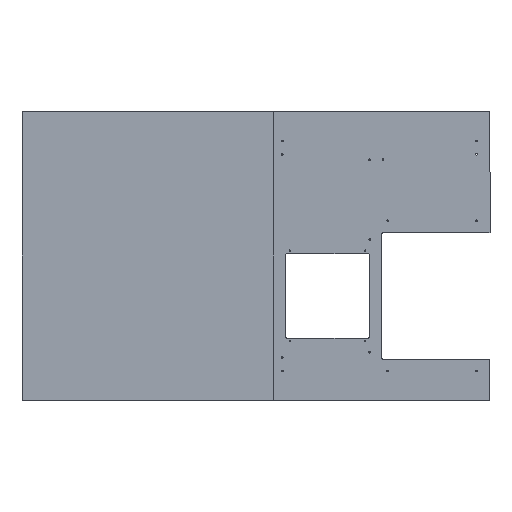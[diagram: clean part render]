
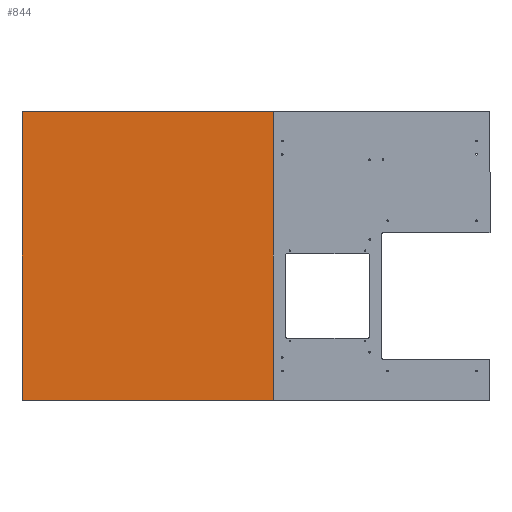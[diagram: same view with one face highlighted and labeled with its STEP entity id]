
A CAD part, left-side view. The second image highlights one B-rep face of the part: STEP entity #844.
In plain terms, the highlighted planar face has unit normal (-1, 0, 0).
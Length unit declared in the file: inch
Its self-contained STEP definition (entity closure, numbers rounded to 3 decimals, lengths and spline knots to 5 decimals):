
#186=FACE_OUTER_BOUND('',#286,.T.);
#286=EDGE_LOOP('',(#765,#766,#767,#768));
#333=LINE('',#1406,#387);
#337=LINE('',#1414,#391);
#338=LINE('',#1416,#392);
#339=LINE('',#1417,#393);
#387=VECTOR('',#1180,0.3937);
#391=VECTOR('',#1186,39.37008);
#392=VECTOR('',#1187,39.37008);
#393=VECTOR('',#1188,39.37008);
#471=VERTEX_POINT('',#1404);
#472=VERTEX_POINT('',#1405);
#475=VERTEX_POINT('',#1413);
#476=VERTEX_POINT('',#1415);
#569=EDGE_CURVE('',#471,#472,#333,.T.);
#573=EDGE_CURVE('',#475,#472,#337,.T.);
#574=EDGE_CURVE('',#476,#475,#338,.T.);
#575=EDGE_CURVE('',#471,#476,#339,.T.);
#765=ORIENTED_EDGE('',*,*,#569,.T.);
#766=ORIENTED_EDGE('',*,*,#573,.F.);
#767=ORIENTED_EDGE('',*,*,#574,.F.);
#768=ORIENTED_EDGE('',*,*,#575,.F.);
#800=PLANE('',#957);
#844=ADVANCED_FACE('',(#186),#800,.T.);
#957=AXIS2_PLACEMENT_3D('',#1412,#1184,#1185);
#1180=DIRECTION('',(0.,0.,1.));
#1184=DIRECTION('center_axis',(-1.,0.,0.));
#1185=DIRECTION('ref_axis',(0.,0.,1.));
#1186=DIRECTION('',(0.,-1.,0.));
#1187=DIRECTION('',(0.,0.,1.));
#1188=DIRECTION('',(0.,1.,0.));
#1404=CARTESIAN_POINT('',(0.,36.,-48.));
#1405=CARTESIAN_POINT('',(0.,36.,0.));
#1406=CARTESIAN_POINT('',(0.,36.,0.));
#1412=CARTESIAN_POINT('Origin',(0.,0.,0.));
#1413=CARTESIAN_POINT('',(0.,77.75,0.));
#1414=CARTESIAN_POINT('',(0.,0.,0.));
#1415=CARTESIAN_POINT('',(0.,77.75,-48.));
#1416=CARTESIAN_POINT('',(0.,77.75,0.));
#1417=CARTESIAN_POINT('',(0.,0.,-48.));
